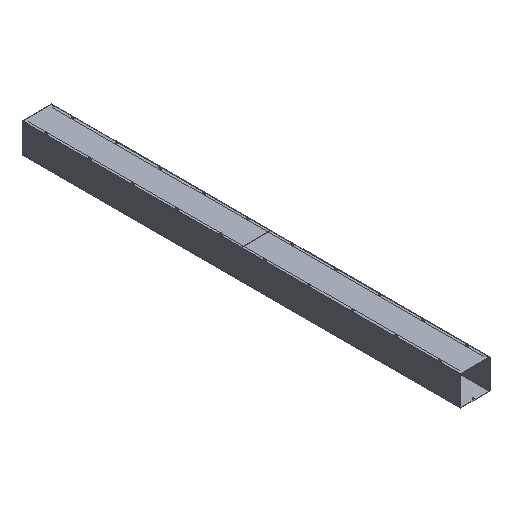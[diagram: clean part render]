
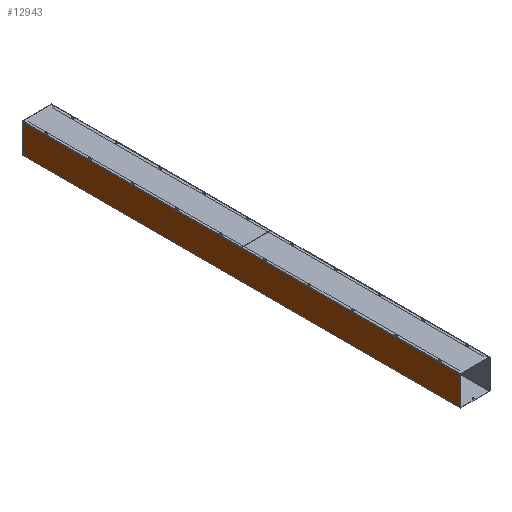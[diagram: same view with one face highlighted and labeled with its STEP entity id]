
A CAD part, isometric view. The second image highlights one B-rep face of the part: STEP entity #12943.
In plain terms, the highlighted planar face has unit normal (-1, 0, 0).
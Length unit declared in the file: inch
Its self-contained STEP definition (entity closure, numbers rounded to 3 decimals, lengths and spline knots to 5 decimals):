
#80 = VERTEX_POINT ( 'NONE', #18290 ) ;
#986 = CARTESIAN_POINT ( 'NONE',  ( -4.072, -60., 0.072 ) ) ;
#1027 = EDGE_LOOP ( 'NONE', ( #7974, #22645 ) ) ;
#1065 = AXIS2_PLACEMENT_3D ( 'NONE', #19876, #3303, #20122 ) ;
#1666 = DIRECTION ( 'NONE',  ( 0., -1., 0. ) ) ;
#1688 = CIRCLE ( 'NONE', #21969, 0.133 ) ;
#2052 = CARTESIAN_POINT ( 'NONE',  ( -4.072, 59.5, 7.072 ) ) ;
#2132 = EDGE_CURVE ( 'NONE', #23800, #17088, #1688, .T. ) ;
#2319 = FACE_BOUND ( 'NONE', #24539, .T. ) ;
#2452 = FACE_BOUND ( 'NONE', #2662, .T. ) ;
#2662 = EDGE_LOOP ( 'NONE', ( #12058, #8190 ) ) ;
#2739 = CIRCLE ( 'NONE', #4328, 0.133 ) ;
#2944 = ORIENTED_EDGE ( 'NONE', *, *, #2132, .T. ) ;
#3303 = DIRECTION ( 'NONE',  ( 1., 0., 0. ) ) ;
#3426 = DIRECTION ( 'NONE',  ( 1., 0., 0. ) ) ;
#3561 = DIRECTION ( 'NONE',  ( 1., 0., 0. ) ) ;
#3601 = VERTEX_POINT ( 'NONE', #4405 ) ;
#3893 = VECTOR ( 'NONE', #1666, 39.37008 ) ;
#3999 = CARTESIAN_POINT ( 'NONE',  ( -4.072, 60., 7.964 ) ) ;
#4069 = EDGE_CURVE ( 'NONE', #21459, #3601, #9523, .T. ) ;
#4071 = EDGE_CURVE ( 'NONE', #14557, #15522, #10265, .T. ) ;
#4328 = AXIS2_PLACEMENT_3D ( 'NONE', #22377, #3561, #22614 ) ;
#4405 = CARTESIAN_POINT ( 'NONE',  ( -4.072, -60., 7.964 ) ) ;
#4439 = DIRECTION ( 'NONE',  ( -1., 0., 0. ) ) ;
#5134 = CIRCLE ( 'NONE', #13527, 0.133 ) ;
#5156 = DIRECTION ( 'NONE',  ( 0., 0., 1. ) ) ;
#5215 = AXIS2_PLACEMENT_3D ( 'NONE', #2052, #22854, #5311 ) ;
#5311 = DIRECTION ( 'NONE',  ( 0., 0., 1. ) ) ;
#5362 = ORIENTED_EDGE ( 'NONE', *, *, #10581, .T. ) ;
#5607 = VERTEX_POINT ( 'NONE', #16925 ) ;
#6499 = DIRECTION ( 'NONE',  ( 0., 0., 1. ) ) ;
#6743 = VERTEX_POINT ( 'NONE', #12702 ) ;
#6954 = VERTEX_POINT ( 'NONE', #7533 ) ;
#7087 = CARTESIAN_POINT ( 'NONE',  ( -4.072, -59.5, 7.072 ) ) ;
#7533 = CARTESIAN_POINT ( 'NONE',  ( -4.072, -59.5, 6.939 ) ) ;
#7813 = CARTESIAN_POINT ( 'NONE',  ( -4.072, 59.5, 1. ) ) ;
#7943 = EDGE_CURVE ( 'NONE', #17088, #23800, #14826, .T. ) ;
#7974 = ORIENTED_EDGE ( 'NONE', *, *, #18953, .T. ) ;
#8190 = ORIENTED_EDGE ( 'NONE', *, *, #8977, .T. ) ;
#8449 = AXIS2_PLACEMENT_3D ( 'NONE', #7813, #15404, #22980 ) ;
#8770 = VECTOR ( 'NONE', #15661, 39.37008 ) ;
#8808 = ORIENTED_EDGE ( 'NONE', *, *, #7943, .T. ) ;
#8977 = EDGE_CURVE ( 'NONE', #6954, #80, #10892, .T. ) ;
#9310 = CARTESIAN_POINT ( 'NONE',  ( -4.072, -59.5, 0.867 ) ) ;
#9523 = LINE ( 'NONE', #22475, #3893 ) ;
#9845 = EDGE_CURVE ( 'NONE', #15522, #14557, #5134, .T. ) ;
#10217 = LINE ( 'NONE', #986, #18708 ) ;
#10265 = CIRCLE ( 'NONE', #19814, 0.133 ) ;
#10581 = EDGE_CURVE ( 'NONE', #6743, #3601, #10217, .T. ) ;
#10833 = AXIS2_PLACEMENT_3D ( 'NONE', #7087, #20426, #14684 ) ;
#10892 = CIRCLE ( 'NONE', #10833, 0.133 ) ;
#11106 = CARTESIAN_POINT ( 'NONE',  ( -4.072, 59.5, 1. ) ) ;
#11157 = ORIENTED_EDGE ( 'NONE', *, *, #9845, .T. ) ;
#11585 = ORIENTED_EDGE ( 'NONE', *, *, #4069, .F. ) ;
#11668 = ORIENTED_EDGE ( 'NONE', *, *, #16598, .T. ) ;
#11916 = CARTESIAN_POINT ( 'NONE',  ( -4.072, 60., 0.0625 ) ) ;
#12058 = ORIENTED_EDGE ( 'NONE', *, *, #23397, .T. ) ;
#12480 = ORIENTED_EDGE ( 'NONE', *, *, #17024, .T. ) ;
#12637 = AXIS2_PLACEMENT_3D ( 'NONE', #11916, #4439, #19647 ) ;
#12702 = CARTESIAN_POINT ( 'NONE',  ( -4.072, -60., 0.108 ) ) ;
#12943 = ADVANCED_FACE ( 'NONE', ( #15667, #2452, #13681, #19391, #2319 ), #21506, .T. ) ;
#12976 = CARTESIAN_POINT ( 'NONE',  ( -4.072, 60., 0.072 ) ) ;
#13237 = ORIENTED_EDGE ( 'NONE', *, *, #4071, .T. ) ;
#13527 = AXIS2_PLACEMENT_3D ( 'NONE', #14897, #3426, #5156 ) ;
#13681 = FACE_BOUND ( 'NONE', #19737, .T. ) ;
#13937 = CARTESIAN_POINT ( 'NONE',  ( -4.072, 60., 0.108 ) ) ;
#14557 = VERTEX_POINT ( 'NONE', #9310 ) ;
#14684 = DIRECTION ( 'NONE',  ( 0., 0., 1. ) ) ;
#14712 = DIRECTION ( 'NONE',  ( 0., 0., -1. ) ) ;
#14826 = CIRCLE ( 'NONE', #8449, 0.133 ) ;
#14897 = CARTESIAN_POINT ( 'NONE',  ( -4.072, -59.5, 1. ) ) ;
#15404 = DIRECTION ( 'NONE',  ( 1., 0., 0. ) ) ;
#15522 = VERTEX_POINT ( 'NONE', #19289 ) ;
#15661 = DIRECTION ( 'NONE',  ( 0., -1., 0. ) ) ;
#15667 = FACE_OUTER_BOUND ( 'NONE', #24425, .T. ) ;
#15970 = EDGE_CURVE ( 'NONE', #5607, #23172, #20179, .T. ) ;
#16129 = CARTESIAN_POINT ( 'NONE',  ( -4.072, 59.5, 0.867 ) ) ;
#16214 = LINE ( 'NONE', #12976, #19154 ) ;
#16598 = EDGE_CURVE ( 'NONE', #22698, #6743, #21244, .T. ) ;
#16841 = CARTESIAN_POINT ( 'NONE',  ( -4.072, 59.5, 1.133 ) ) ;
#16925 = CARTESIAN_POINT ( 'NONE',  ( -4.072, 59.5, 6.939 ) ) ;
#17024 = EDGE_CURVE ( 'NONE', #21459, #22698, #16214, .T. ) ;
#17088 = VERTEX_POINT ( 'NONE', #16841 ) ;
#18290 = CARTESIAN_POINT ( 'NONE',  ( -4.072, -59.5, 7.205 ) ) ;
#18337 = CIRCLE ( 'NONE', #5215, 0.133 ) ;
#18581 = DIRECTION ( 'NONE',  ( 0., 0., 1. ) ) ;
#18708 = VECTOR ( 'NONE', #6499, 39.37008 ) ;
#18953 = EDGE_CURVE ( 'NONE', #23172, #5607, #18337, .T. ) ;
#19154 = VECTOR ( 'NONE', #14712, 39.37008 ) ;
#19289 = CARTESIAN_POINT ( 'NONE',  ( -4.072, -59.5, 1.133 ) ) ;
#19391 = FACE_BOUND ( 'NONE', #1027, .T. ) ;
#19647 = DIRECTION ( 'NONE',  ( 0., 0., 1. ) ) ;
#19737 = EDGE_LOOP ( 'NONE', ( #11157, #13237 ) ) ;
#19814 = AXIS2_PLACEMENT_3D ( 'NONE', #20751, #24451, #20866 ) ;
#19876 = CARTESIAN_POINT ( 'NONE',  ( -4.072, 59.5, 7.072 ) ) ;
#20122 = DIRECTION ( 'NONE',  ( 0., 0., 1. ) ) ;
#20179 = CIRCLE ( 'NONE', #1065, 0.133 ) ;
#20426 = DIRECTION ( 'NONE',  ( 1., 0., 0. ) ) ;
#20751 = CARTESIAN_POINT ( 'NONE',  ( -4.072, -59.5, 1. ) ) ;
#20866 = DIRECTION ( 'NONE',  ( 0., 0., 1. ) ) ;
#21244 = LINE ( 'NONE', #23113, #8770 ) ;
#21459 = VERTEX_POINT ( 'NONE', #3999 ) ;
#21506 = PLANE ( 'NONE',  #12637 ) ;
#21969 = AXIS2_PLACEMENT_3D ( 'NONE', #11106, #22175, #18581 ) ;
#22175 = DIRECTION ( 'NONE',  ( 1., 0., 0. ) ) ;
#22377 = CARTESIAN_POINT ( 'NONE',  ( -4.072, -59.5, 7.072 ) ) ;
#22475 = CARTESIAN_POINT ( 'NONE',  ( -4.072, -60., 7.964 ) ) ;
#22614 = DIRECTION ( 'NONE',  ( 0., 0., 1. ) ) ;
#22645 = ORIENTED_EDGE ( 'NONE', *, *, #15970, .T. ) ;
#22698 = VERTEX_POINT ( 'NONE', #13937 ) ;
#22854 = DIRECTION ( 'NONE',  ( 1., 0., 0. ) ) ;
#22980 = DIRECTION ( 'NONE',  ( 0., 0., 1. ) ) ;
#23113 = CARTESIAN_POINT ( 'NONE',  ( -4.072, 60., 0.108 ) ) ;
#23172 = VERTEX_POINT ( 'NONE', #24430 ) ;
#23397 = EDGE_CURVE ( 'NONE', #80, #6954, #2739, .T. ) ;
#23800 = VERTEX_POINT ( 'NONE', #16129 ) ;
#24425 = EDGE_LOOP ( 'NONE', ( #12480, #11668, #5362, #11585 ) ) ;
#24430 = CARTESIAN_POINT ( 'NONE',  ( -4.072, 59.5, 7.205 ) ) ;
#24451 = DIRECTION ( 'NONE',  ( 1., 0., 0. ) ) ;
#24539 = EDGE_LOOP ( 'NONE', ( #8808, #2944 ) ) ;
